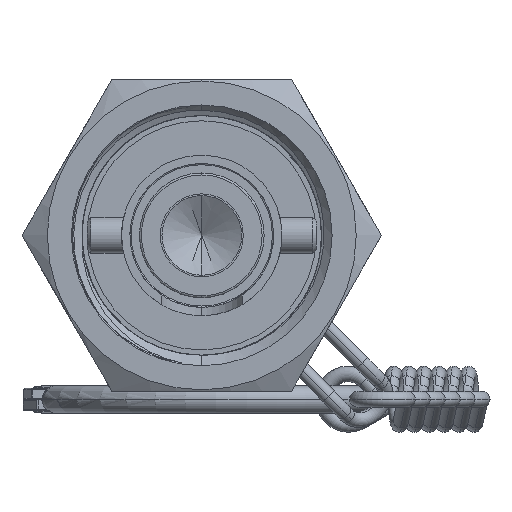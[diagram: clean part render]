
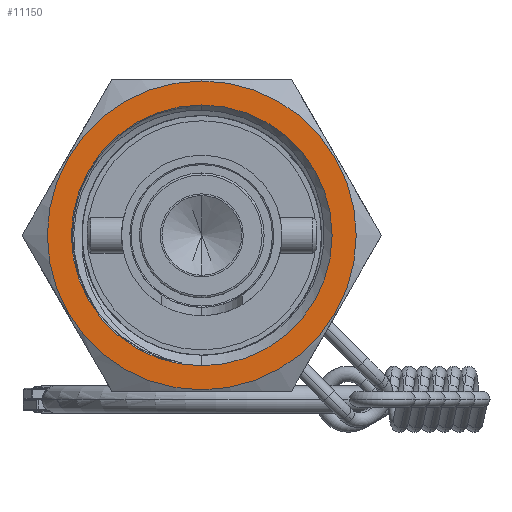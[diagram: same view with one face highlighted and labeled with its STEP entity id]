
A CAD part, left-side view. The second image highlights one B-rep face of the part: STEP entity #11150.
In plain terms, the highlighted face is planar.
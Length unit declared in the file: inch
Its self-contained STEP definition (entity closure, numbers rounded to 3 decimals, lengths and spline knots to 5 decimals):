
#358 = DIRECTION ( 'NONE',  ( 0., 0., -1. ) ) ;
#443 = ORIENTED_EDGE ( 'NONE', *, *, #11686, .T. ) ;
#906 = CIRCLE ( 'NONE', #20834, 0.62 ) ;
#2266 = AXIS2_PLACEMENT_3D ( 'NONE', #8031, #8278, #20996 ) ;
#2312 = VERTEX_POINT ( 'NONE', #21550 ) ;
#2987 = CARTESIAN_POINT ( 'NONE',  ( 0., 0., 0.5235 ) ) ;
#4101 = CARTESIAN_POINT ( 'NONE',  ( 0., 0., 0. ) ) ;
#4621 = FACE_BOUND ( 'NONE', #18039, .T. ) ;
#5008 = CIRCLE ( 'NONE', #2266, 0.62 ) ;
#5045 = EDGE_CURVE ( 'NONE', #2312, #23079, #5008, .T. ) ;
#6482 = DIRECTION ( 'NONE',  ( 0., 0., -1. ) ) ;
#6634 = FACE_OUTER_BOUND ( 'NONE', #6700, .T. ) ;
#6700 = EDGE_LOOP ( 'NONE', ( #443, #6861 ) ) ;
#6861 = ORIENTED_EDGE ( 'NONE', *, *, #5045, .T. ) ;
#6884 = AXIS2_PLACEMENT_3D ( 'NONE', #13432, #22604, #6482 ) ;
#7469 = AXIS2_PLACEMENT_3D ( 'NONE', #20426, #9466, #358 ) ;
#8031 = CARTESIAN_POINT ( 'NONE',  ( 0., 0., 0. ) ) ;
#8278 = DIRECTION ( 'NONE',  ( 1., 0., 0. ) ) ;
#9466 = DIRECTION ( 'NONE',  ( 1., 0., 0. ) ) ;
#9586 = EDGE_CURVE ( 'NONE', #10806, #20705, #9797, .T. ) ;
#9797 = CIRCLE ( 'NONE', #7469, 0.5235 ) ;
#9901 = CARTESIAN_POINT ( 'NONE',  ( 0., 0., 0. ) ) ;
#9997 = PLANE ( 'NONE',  #6884 ) ;
#10806 = VERTEX_POINT ( 'NONE', #2987 ) ;
#11150 = ADVANCED_FACE ( 'NONE', ( #6634, #4621 ), #9997, .T. ) ;
#11686 = EDGE_CURVE ( 'NONE', #23079, #2312, #906, .T. ) ;
#11941 = EDGE_CURVE ( 'NONE', #20705, #10806, #23460, .T. ) ;
#12507 = ORIENTED_EDGE ( 'NONE', *, *, #11941, .F. ) ;
#13432 = CARTESIAN_POINT ( 'NONE',  ( 0., 0.5235, 0. ) ) ;
#13575 = DIRECTION ( 'NONE',  ( 0., 0., -1. ) ) ;
#13646 = AXIS2_PLACEMENT_3D ( 'NONE', #4101, #22229, #18964 ) ;
#14006 = CARTESIAN_POINT ( 'NONE',  ( 0., 0., -0.5235 ) ) ;
#15345 = DIRECTION ( 'NONE',  ( 1., 0., 0. ) ) ;
#17373 = ORIENTED_EDGE ( 'NONE', *, *, #9586, .F. ) ;
#18039 = EDGE_LOOP ( 'NONE', ( #12507, #17373 ) ) ;
#18856 = CARTESIAN_POINT ( 'NONE',  ( 0., 0., 0.62 ) ) ;
#18964 = DIRECTION ( 'NONE',  ( 0., 0., -1. ) ) ;
#20426 = CARTESIAN_POINT ( 'NONE',  ( 0., 0., 0. ) ) ;
#20705 = VERTEX_POINT ( 'NONE', #14006 ) ;
#20834 = AXIS2_PLACEMENT_3D ( 'NONE', #9901, #15345, #13575 ) ;
#20996 = DIRECTION ( 'NONE',  ( 0., 0., -1. ) ) ;
#21550 = CARTESIAN_POINT ( 'NONE',  ( 0., 0., -0.62 ) ) ;
#22229 = DIRECTION ( 'NONE',  ( 1., 0., 0. ) ) ;
#22604 = DIRECTION ( 'NONE',  ( 1., 0., 0. ) ) ;
#23079 = VERTEX_POINT ( 'NONE', #18856 ) ;
#23460 = CIRCLE ( 'NONE', #13646, 0.5235 ) ;
